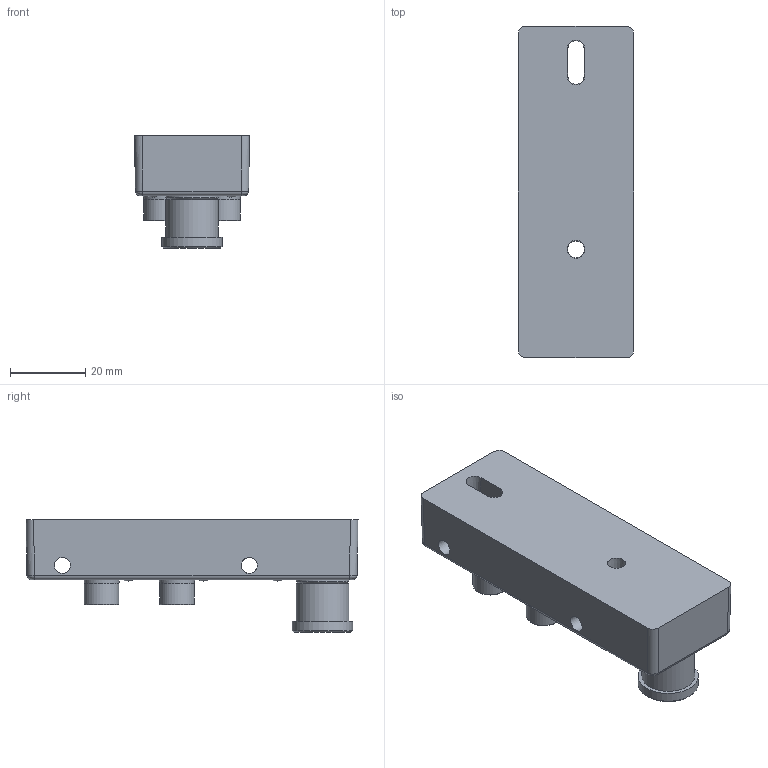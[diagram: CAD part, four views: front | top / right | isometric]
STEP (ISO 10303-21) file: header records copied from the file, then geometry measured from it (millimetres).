
FILE_DESCRIPTION(/* description */ (''),/* implementation_level */ '2;1');
FILE_NAME(/* name */ '5036151__Verteilergehaeuse_part_391759.stp',/* time_stamp */ '2023-03-30T08:09:24+02:00',/* author */ ('ESCHA GmbH & Co. KG'),/* organization */ ('ESCHA GmbH & Co. KG'),/* preprocessor_version */ 'ST-DEVELOPER v16',/* originating_system */ 'SIEMENS PLM Software NX 10.0',/* authorisation */ '');
FILE_SCHEMA (('AUTOMOTIVE_DESIGN { 1 0 10303 214 3 1 1 1 }'));
Length unit declared in the file: millimetre
Products named in the file (1): 5036151__Verteilergehaeuse_part_391759
Bounding box: 30.56 x 88.16 x 30 mm (x, y, z)
Volume: 42332.7 mm3; surface area: 14387.1 mm2
Topology: 2 solids, 2 shells, 455 faces, 1093 edges, 655 vertices
Faces by surface type: cylinder 201, plane 126, bspline 54, sphere 41, cone 17, torus 16
Full cylindrical faces by diameter (mm): 0.6 x12, 1.1 x16, 4.3 x4, 5.65 x4, 7.225 x4, 8.5 x1, 9.2 x4, 10.65 x1, 12 x1, 13 x1, 14 x2, 16 x1
Entity records: 12809 total; most frequent: CARTESIAN_POINT 3077, DIRECTION 2198, ORIENTED_EDGE 1778, AXIS2_PLACEMENT_3D 911, EDGE_CURVE 889, EDGE_LOOP 609, VERTEX_POINT 580, ADVANCED_FACE 455
